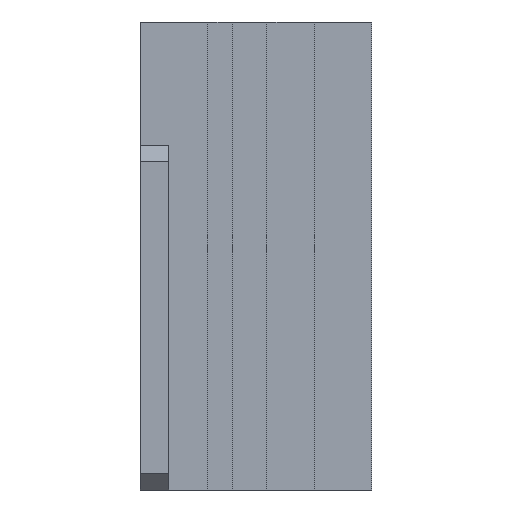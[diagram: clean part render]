
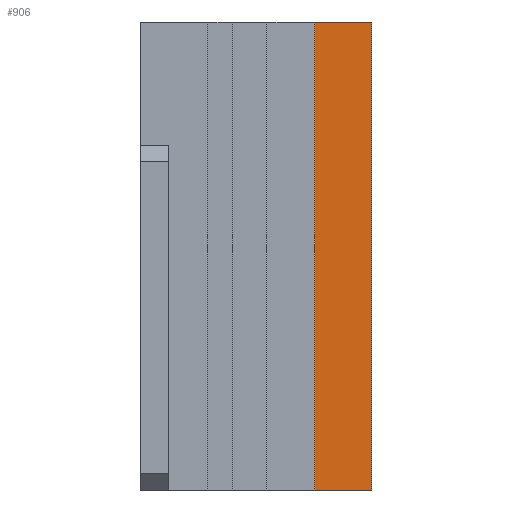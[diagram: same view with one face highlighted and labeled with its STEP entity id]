
A CAD part, left-side view. The second image highlights one B-rep face of the part: STEP entity #906.
In plain terms, the highlighted planar face has unit normal (-1, 0, 0).
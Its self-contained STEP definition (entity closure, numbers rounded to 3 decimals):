
#78 = PLANE('',#79);
#79 = AXIS2_PLACEMENT_3D('',#80,#81,#82);
#80 = CARTESIAN_POINT('',(-13.113,9.311,
    0.));
#81 = DIRECTION('',(0.,0.,-1.));
#82 = DIRECTION('',(0.,-1.,0.));
#183 = PLANE('',#184);
#184 = AXIS2_PLACEMENT_3D('',#185,#186,#187);
#185 = CARTESIAN_POINT('',(-10.7,8.25,57.));
#186 = DIRECTION('',(-0.,0.,1.));
#187 = DIRECTION('',(1.,0.,0.));
#819 = PLANE('',#820);
#820 = AXIS2_PLACEMENT_3D('',#821,#822,#823);
#821 = CARTESIAN_POINT('',(0.,-11.75,0.));
#822 = DIRECTION('',(0.,-1.,0.));
#823 = DIRECTION('',(-1.,0.,0.));
#836 = VERTEX_POINT('',#837);
#837 = CARTESIAN_POINT('',(-3.5,-11.75,57.));
#858 = EDGE_CURVE('',#859,#836,#861,.T.);
#859 = VERTEX_POINT('',#860);
#860 = CARTESIAN_POINT('',(-3.5,-11.75,0.));
#861 = SURFACE_CURVE('',#862,(#866,#873),.PCURVE_S1.);
#862 = LINE('',#863,#864);
#863 = CARTESIAN_POINT('',(-3.5,-11.75,0.));
#864 = VECTOR('',#865,1.);
#865 = DIRECTION('',(0.,0.,1.));
#866 = PCURVE('',#819,#867);
#867 = DEFINITIONAL_REPRESENTATION('',(#868),#872);
#868 = LINE('',#869,#870);
#869 = CARTESIAN_POINT('',(3.5,0.));
#870 = VECTOR('',#871,1.);
#871 = DIRECTION('',(0.,-1.));
#872 = ( GEOMETRIC_REPRESENTATION_CONTEXT(2) 
PARAMETRIC_REPRESENTATION_CONTEXT() REPRESENTATION_CONTEXT('2D SPACE',''
  ) );
#873 = PCURVE('',#874,#879);
#874 = PLANE('',#875);
#875 = AXIS2_PLACEMENT_3D('',#876,#877,#878);
#876 = CARTESIAN_POINT('',(-3.5,-4.75,0.));
#877 = DIRECTION('',(1.,0.,0.));
#878 = DIRECTION('',(0.,-1.,0.));
#879 = DEFINITIONAL_REPRESENTATION('',(#880),#884);
#880 = LINE('',#881,#882);
#881 = CARTESIAN_POINT('',(7.,0.));
#882 = VECTOR('',#883,1.);
#883 = DIRECTION('',(0.,-1.));
#884 = ( GEOMETRIC_REPRESENTATION_CONTEXT(2) 
PARAMETRIC_REPRESENTATION_CONTEXT() REPRESENTATION_CONTEXT('2D SPACE',''
  ) );
#906 = ADVANCED_FACE('',(#907),#874,.F.);
#907 = FACE_BOUND('',#908,.F.);
#908 = EDGE_LOOP('',(#909,#939,#960,#961));
#909 = ORIENTED_EDGE('',*,*,#910,.T.);
#910 = EDGE_CURVE('',#911,#913,#915,.T.);
#911 = VERTEX_POINT('',#912);
#912 = CARTESIAN_POINT('',(-3.5,-4.75,0.));
#913 = VERTEX_POINT('',#914);
#914 = CARTESIAN_POINT('',(-3.5,-4.75,57.));
#915 = SURFACE_CURVE('',#916,(#920,#927),.PCURVE_S1.);
#916 = LINE('',#917,#918);
#917 = CARTESIAN_POINT('',(-3.5,-4.75,0.));
#918 = VECTOR('',#919,1.);
#919 = DIRECTION('',(0.,0.,1.));
#920 = PCURVE('',#874,#921);
#921 = DEFINITIONAL_REPRESENTATION('',(#922),#926);
#922 = LINE('',#923,#924);
#923 = CARTESIAN_POINT('',(0.,0.));
#924 = VECTOR('',#925,1.);
#925 = DIRECTION('',(0.,-1.));
#926 = ( GEOMETRIC_REPRESENTATION_CONTEXT(2) 
PARAMETRIC_REPRESENTATION_CONTEXT() REPRESENTATION_CONTEXT('2D SPACE',''
  ) );
#927 = PCURVE('',#928,#933);
#928 = PLANE('',#929);
#929 = AXIS2_PLACEMENT_3D('',#930,#931,#932);
#930 = CARTESIAN_POINT('',(-3.5,-4.75,0.));
#931 = DIRECTION('',(0.,-1.,0.));
#932 = DIRECTION('',(-1.,0.,0.));
#933 = DEFINITIONAL_REPRESENTATION('',(#934),#938);
#934 = LINE('',#935,#936);
#935 = CARTESIAN_POINT('',(0.,-0.));
#936 = VECTOR('',#937,1.);
#937 = DIRECTION('',(0.,-1.));
#938 = ( GEOMETRIC_REPRESENTATION_CONTEXT(2) 
PARAMETRIC_REPRESENTATION_CONTEXT() REPRESENTATION_CONTEXT('2D SPACE',''
  ) );
#939 = ORIENTED_EDGE('',*,*,#940,.T.);
#940 = EDGE_CURVE('',#913,#836,#941,.T.);
#941 = SURFACE_CURVE('',#942,(#946,#953),.PCURVE_S1.);
#942 = LINE('',#943,#944);
#943 = CARTESIAN_POINT('',(-3.5,-4.75,57.));
#944 = VECTOR('',#945,1.);
#945 = DIRECTION('',(0.,-1.,0.));
#946 = PCURVE('',#874,#947);
#947 = DEFINITIONAL_REPRESENTATION('',(#948),#952);
#948 = LINE('',#949,#950);
#949 = CARTESIAN_POINT('',(0.,-57.));
#950 = VECTOR('',#951,1.);
#951 = DIRECTION('',(1.,0.));
#952 = ( GEOMETRIC_REPRESENTATION_CONTEXT(2) 
PARAMETRIC_REPRESENTATION_CONTEXT() REPRESENTATION_CONTEXT('2D SPACE',''
  ) );
#953 = PCURVE('',#183,#954);
#954 = DEFINITIONAL_REPRESENTATION('',(#955),#959);
#955 = LINE('',#956,#957);
#956 = CARTESIAN_POINT('',(7.2,-13.));
#957 = VECTOR('',#958,1.);
#958 = DIRECTION('',(0.,-1.));
#959 = ( GEOMETRIC_REPRESENTATION_CONTEXT(2) 
PARAMETRIC_REPRESENTATION_CONTEXT() REPRESENTATION_CONTEXT('2D SPACE',''
  ) );
#960 = ORIENTED_EDGE('',*,*,#858,.F.);
#961 = ORIENTED_EDGE('',*,*,#962,.F.);
#962 = EDGE_CURVE('',#911,#859,#963,.T.);
#963 = SURFACE_CURVE('',#964,(#968,#975),.PCURVE_S1.);
#964 = LINE('',#965,#966);
#965 = CARTESIAN_POINT('',(-3.5,-4.75,0.));
#966 = VECTOR('',#967,1.);
#967 = DIRECTION('',(0.,-1.,0.));
#968 = PCURVE('',#874,#969);
#969 = DEFINITIONAL_REPRESENTATION('',(#970),#974);
#970 = LINE('',#971,#972);
#971 = CARTESIAN_POINT('',(0.,0.));
#972 = VECTOR('',#973,1.);
#973 = DIRECTION('',(1.,0.));
#974 = ( GEOMETRIC_REPRESENTATION_CONTEXT(2) 
PARAMETRIC_REPRESENTATION_CONTEXT() REPRESENTATION_CONTEXT('2D SPACE',''
  ) );
#975 = PCURVE('',#78,#976);
#976 = DEFINITIONAL_REPRESENTATION('',(#977),#981);
#977 = LINE('',#978,#979);
#978 = CARTESIAN_POINT('',(14.061,-9.613));
#979 = VECTOR('',#980,1.);
#980 = DIRECTION('',(1.,0.));
#981 = ( GEOMETRIC_REPRESENTATION_CONTEXT(2) 
PARAMETRIC_REPRESENTATION_CONTEXT() REPRESENTATION_CONTEXT('2D SPACE',''
  ) );
